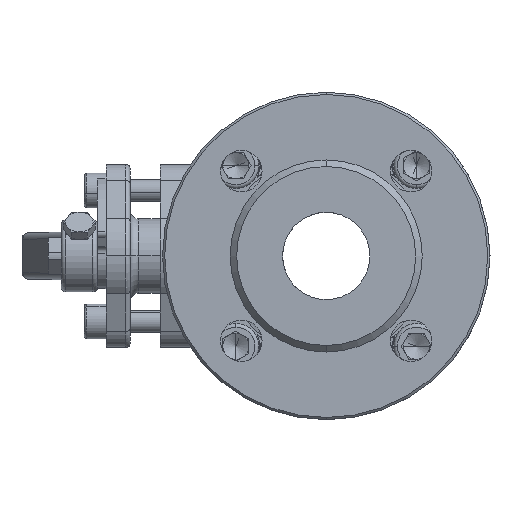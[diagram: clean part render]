
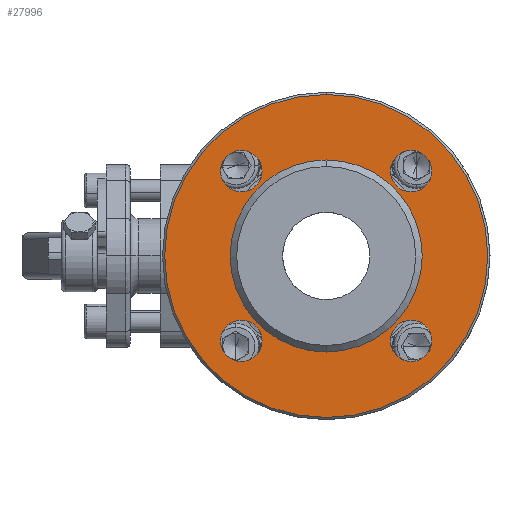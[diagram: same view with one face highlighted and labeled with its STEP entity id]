
A CAD part, left-side view. The second image highlights one B-rep face of the part: STEP entity #27996.
In plain terms, the highlighted planar face has unit normal (-1, 0, 0).
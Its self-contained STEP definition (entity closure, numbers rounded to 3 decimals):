
#225 = ORIENTED_EDGE ( 'NONE', *, *, #28123, .F. ) ;
#281 = ORIENTED_EDGE ( 'NONE', *, *, #16751, .F. ) ;
#302 = CARTESIAN_POINT ( 'NONE',  ( -30.134, 0., 44. ) ) ;
#600 = AXIS2_PLACEMENT_3D ( 'NONE', #6914, #15983, #25055 ) ;
#1058 = EDGE_CURVE ( 'NONE', #4681, #15210, #16255, .T. ) ;
#1299 = VERTEX_POINT ( 'NONE', #25488 ) ;
#1704 = VERTEX_POINT ( 'NONE', #3168 ) ;
#2316 = CARTESIAN_POINT ( 'NONE',  ( -30.134, 0., 0. ) ) ;
#2329 = CARTESIAN_POINT ( 'NONE',  ( -30.134, 38.891, -38.891 ) ) ;
#2665 = EDGE_CURVE ( 'NONE', #1704, #14384, #26514, .T. ) ;
#2968 = CIRCLE ( 'NONE', #26664, 44. ) ;
#3087 = CARTESIAN_POINT ( 'NONE',  ( -30.134, -38.891, 29.391 ) ) ;
#3168 = CARTESIAN_POINT ( 'NONE',  ( -30.134, -38.891, -29.391 ) ) ;
#3647 = EDGE_CURVE ( 'NONE', #9505, #7278, #2968, .T. ) ;
#4454 = DIRECTION ( 'NONE',  ( 0., 0., 1. ) ) ;
#4681 = VERTEX_POINT ( 'NONE', #9319 ) ;
#4716 = CIRCLE ( 'NONE', #21311, 9.5 ) ;
#4894 = VERTEX_POINT ( 'NONE', #17179 ) ;
#5095 = ORIENTED_EDGE ( 'NONE', *, *, #9794, .T. ) ;
#5127 = AXIS2_PLACEMENT_3D ( 'NONE', #20868, #20576, #7337 ) ;
#5325 = AXIS2_PLACEMENT_3D ( 'NONE', #9552, #24608, #14146 ) ;
#6038 = AXIS2_PLACEMENT_3D ( 'NONE', #7989, #25976, #21376 ) ;
#6295 = CARTESIAN_POINT ( 'NONE',  ( -30.134, 0., 44. ) ) ;
#6373 = CARTESIAN_POINT ( 'NONE',  ( -30.134, 38.891, -38.891 ) ) ;
#6868 = ORIENTED_EDGE ( 'NONE', *, *, #2665, .F. ) ;
#6914 = CARTESIAN_POINT ( 'NONE',  ( -30.134, -38.891, 38.891 ) ) ;
#6944 = ORIENTED_EDGE ( 'NONE', *, *, #17265, .F. ) ;
#7116 = FACE_BOUND ( 'NONE', #20209, .T. ) ;
#7278 = VERTEX_POINT ( 'NONE', #24340 ) ;
#7337 = DIRECTION ( 'NONE',  ( 0., 0., 1. ) ) ;
#7549 = FACE_BOUND ( 'NONE', #25126, .T. ) ;
#7728 = AXIS2_PLACEMENT_3D ( 'NONE', #20253, #15941, #15651 ) ;
#7989 = CARTESIAN_POINT ( 'NONE',  ( -30.134, -38.891, 38.891 ) ) ;
#9319 = CARTESIAN_POINT ( 'NONE',  ( -30.134, -38.891, 48.391 ) ) ;
#9350 = DIRECTION ( 'NONE',  ( 0., 0., 1. ) ) ;
#9505 = VERTEX_POINT ( 'NONE', #6295 ) ;
#9552 = CARTESIAN_POINT ( 'NONE',  ( -30.134, 0., 0. ) ) ;
#9790 = FACE_BOUND ( 'NONE', #25581, .T. ) ;
#9794 = EDGE_CURVE ( 'NONE', #15984, #1299, #18619, .T. ) ;
#10056 = EDGE_LOOP ( 'NONE', ( #22613, #281 ) ) ;
#10303 = AXIS2_PLACEMENT_3D ( 'NONE', #302, #13806, #9350 ) ;
#10592 = CIRCLE ( 'NONE', #7728, 9.5 ) ;
#10934 = DIRECTION ( 'NONE',  ( -1., 0., 0. ) ) ;
#11276 = EDGE_CURVE ( 'NONE', #14384, #1704, #10592, .T. ) ;
#11565 = ORIENTED_EDGE ( 'NONE', *, *, #28692, .F. ) ;
#11757 = EDGE_CURVE ( 'NONE', #12053, #27063, #26745, .T. ) ;
#12053 = VERTEX_POINT ( 'NONE', #21211 ) ;
#12498 = EDGE_LOOP ( 'NONE', ( #28967, #5095 ) ) ;
#13111 = CARTESIAN_POINT ( 'NONE',  ( -30.134, 38.891, 38.891 ) ) ;
#13806 = DIRECTION ( 'NONE',  ( -1., 0., 0. ) ) ;
#14089 = FACE_OUTER_BOUND ( 'NONE', #12498, .T. ) ;
#14134 = EDGE_LOOP ( 'NONE', ( #22348, #6944 ) ) ;
#14146 = DIRECTION ( 'NONE',  ( 0., 0., 1. ) ) ;
#14319 = AXIS2_PLACEMENT_3D ( 'NONE', #18067, #24456, #17636 ) ;
#14384 = VERTEX_POINT ( 'NONE', #26513 ) ;
#15210 = VERTEX_POINT ( 'NONE', #3087 ) ;
#15357 = DIRECTION ( 'NONE',  ( -1., 0., 0. ) ) ;
#15627 = CIRCLE ( 'NONE', #21785, 9.5 ) ;
#15651 = DIRECTION ( 'NONE',  ( 0., 0., 1. ) ) ;
#15728 = DIRECTION ( 'NONE',  ( -1., 0., 0. ) ) ;
#15893 = DIRECTION ( 'NONE',  ( -1., 0., 0. ) ) ;
#15941 = DIRECTION ( 'NONE',  ( -1., 0., 0. ) ) ;
#15966 = DIRECTION ( 'NONE',  ( 0., 0., 1. ) ) ;
#15983 = DIRECTION ( 'NONE',  ( -1., 0., 0. ) ) ;
#15984 = VERTEX_POINT ( 'NONE', #29319 ) ;
#16187 = CARTESIAN_POINT ( 'NONE',  ( -30.134, -38.891, -38.891 ) ) ;
#16255 = CIRCLE ( 'NONE', #600, 9.5 ) ;
#16338 = FACE_BOUND ( 'NONE', #14134, .T. ) ;
#16751 = EDGE_CURVE ( 'NONE', #19632, #4894, #15627, .T. ) ;
#16813 = ORIENTED_EDGE ( 'NONE', *, *, #1058, .F. ) ;
#17179 = CARTESIAN_POINT ( 'NONE',  ( -30.134, 38.891, -29.391 ) ) ;
#17265 = EDGE_CURVE ( 'NONE', #27063, #12053, #4716, .T. ) ;
#17636 = DIRECTION ( 'NONE',  ( 0., 0., 1. ) ) ;
#18032 = DIRECTION ( 'NONE',  ( 0., 0., 1. ) ) ;
#18067 = CARTESIAN_POINT ( 'NONE',  ( -30.134, 0., 0. ) ) ;
#18408 = PLANE ( 'NONE',  #10303 ) ;
#18619 = CIRCLE ( 'NONE', #5325, 74. ) ;
#18729 = DIRECTION ( 'NONE',  ( -1., 0., 0. ) ) ;
#19632 = VERTEX_POINT ( 'NONE', #22116 ) ;
#20209 = EDGE_LOOP ( 'NONE', ( #11565, #20513 ) ) ;
#20253 = CARTESIAN_POINT ( 'NONE',  ( -30.134, -38.891, -38.891 ) ) ;
#20330 = EDGE_CURVE ( 'NONE', #4894, #19632, #28538, .T. ) ;
#20484 = AXIS2_PLACEMENT_3D ( 'NONE', #6373, #15728, #4454 ) ;
#20513 = ORIENTED_EDGE ( 'NONE', *, *, #3647, .F. ) ;
#20576 = DIRECTION ( 'NONE',  ( -1., 0., 0. ) ) ;
#20644 = FACE_BOUND ( 'NONE', #10056, .T. ) ;
#20868 = CARTESIAN_POINT ( 'NONE',  ( -30.134, 0., 0. ) ) ;
#20877 = EDGE_CURVE ( 'NONE', #1299, #15984, #27153, .T. ) ;
#21211 = CARTESIAN_POINT ( 'NONE',  ( -30.134, 38.891, 48.391 ) ) ;
#21235 = CIRCLE ( 'NONE', #6038, 9.5 ) ;
#21256 = CIRCLE ( 'NONE', #5127, 44. ) ;
#21311 = AXIS2_PLACEMENT_3D ( 'NONE', #13111, #15357, #18032 ) ;
#21376 = DIRECTION ( 'NONE',  ( 0., 0., 1. ) ) ;
#21396 = CARTESIAN_POINT ( 'NONE',  ( -30.134, 38.891, 38.891 ) ) ;
#21785 = AXIS2_PLACEMENT_3D ( 'NONE', #2329, #10934, #28761 ) ;
#22116 = CARTESIAN_POINT ( 'NONE',  ( -30.134, 38.891, -48.391 ) ) ;
#22348 = ORIENTED_EDGE ( 'NONE', *, *, #11757, .F. ) ;
#22399 = CARTESIAN_POINT ( 'NONE',  ( -30.134, 38.891, 29.391 ) ) ;
#22613 = ORIENTED_EDGE ( 'NONE', *, *, #20330, .F. ) ;
#24340 = CARTESIAN_POINT ( 'NONE',  ( -30.134, 0., -44. ) ) ;
#24456 = DIRECTION ( 'NONE',  ( -1., 0., 0. ) ) ;
#24608 = DIRECTION ( 'NONE',  ( -1., 0., 0. ) ) ;
#24957 = DIRECTION ( 'NONE',  ( 0., 0., 1. ) ) ;
#25055 = DIRECTION ( 'NONE',  ( 0., 0., 1. ) ) ;
#25126 = EDGE_LOOP ( 'NONE', ( #6868, #25508 ) ) ;
#25488 = CARTESIAN_POINT ( 'NONE',  ( -30.134, 0., -74. ) ) ;
#25508 = ORIENTED_EDGE ( 'NONE', *, *, #11276, .F. ) ;
#25581 = EDGE_LOOP ( 'NONE', ( #16813, #225 ) ) ;
#25976 = DIRECTION ( 'NONE',  ( -1., 0., 0. ) ) ;
#26513 = CARTESIAN_POINT ( 'NONE',  ( -30.134, -38.891, -48.391 ) ) ;
#26514 = CIRCLE ( 'NONE', #28899, 9.5 ) ;
#26664 = AXIS2_PLACEMENT_3D ( 'NONE', #2316, #27272, #15966 ) ;
#26745 = CIRCLE ( 'NONE', #27243, 9.5 ) ;
#27063 = VERTEX_POINT ( 'NONE', #22399 ) ;
#27153 = CIRCLE ( 'NONE', #14319, 74. ) ;
#27243 = AXIS2_PLACEMENT_3D ( 'NONE', #21396, #18729, #28240 ) ;
#27272 = DIRECTION ( 'NONE',  ( -1., 0., 0. ) ) ;
#27996 = ADVANCED_FACE ( 'NONE', ( #20644, #7549, #9790, #16338, #14089, #7116 ), #18408, .T. ) ;
#28123 = EDGE_CURVE ( 'NONE', #15210, #4681, #21235, .T. ) ;
#28240 = DIRECTION ( 'NONE',  ( 0., 0., 1. ) ) ;
#28538 = CIRCLE ( 'NONE', #20484, 9.5 ) ;
#28692 = EDGE_CURVE ( 'NONE', #7278, #9505, #21256, .T. ) ;
#28761 = DIRECTION ( 'NONE',  ( 0., 0., 1. ) ) ;
#28899 = AXIS2_PLACEMENT_3D ( 'NONE', #16187, #15893, #24957 ) ;
#28967 = ORIENTED_EDGE ( 'NONE', *, *, #20877, .T. ) ;
#29319 = CARTESIAN_POINT ( 'NONE',  ( -30.134, 0., 74. ) ) ;
